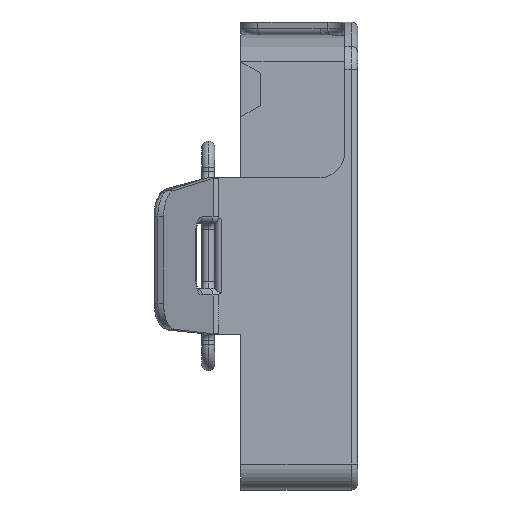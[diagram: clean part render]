
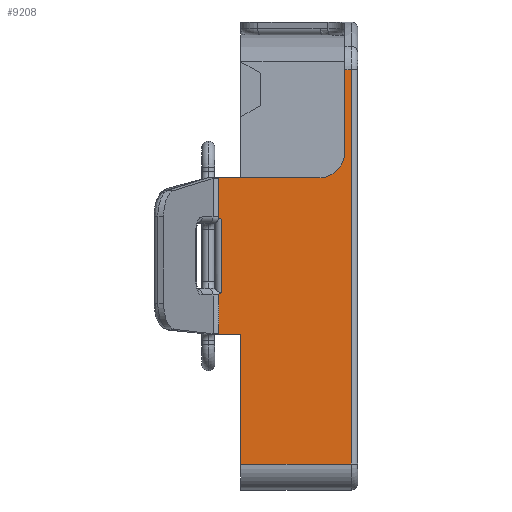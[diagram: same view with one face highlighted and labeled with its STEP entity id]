
A CAD part, left-side view. The second image highlights one B-rep face of the part: STEP entity #9208.
In plain terms, the highlighted planar face has unit normal (-1, 0, 0).
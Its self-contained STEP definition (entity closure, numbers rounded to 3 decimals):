
#210 = CIRCLE ( 'NONE', #6223, 2. ) ;
#290 = AXIS2_PLACEMENT_3D ( 'NONE', #4390, #8357, #10358 ) ;
#387 = DIRECTION ( 'NONE',  ( 1., 0., 0. ) ) ;
#573 = ORIENTED_EDGE ( 'NONE', *, *, #11290, .F. ) ;
#645 = DIRECTION ( 'NONE',  ( 0., -1., 0. ) ) ;
#729 = LINE ( 'NONE', #8600, #12206 ) ;
#1094 = VECTOR ( 'NONE', #10369, 1000. ) ;
#1192 = DIRECTION ( 'NONE',  ( 0., 1., 0. ) ) ;
#1386 = LINE ( 'NONE', #11320, #8888 ) ;
#1454 = EDGE_CURVE ( 'NONE', #5922, #9753, #729, .T. ) ;
#1471 = ORIENTED_EDGE ( 'NONE', *, *, #2448, .T. ) ;
#1501 = CARTESIAN_POINT ( 'NONE',  ( -10.5, 9.687, -3. ) ) ;
#1567 = DIRECTION ( 'NONE',  ( 0., 0., 1. ) ) ;
#1712 = CARTESIAN_POINT ( 'NONE',  ( -10.5, 9.5, -2.819 ) ) ;
#1855 = VERTEX_POINT ( 'NONE', #2823 ) ;
#1910 = CARTESIAN_POINT ( 'NONE',  ( -10.5, 10., -16. ) ) ;
#1915 = EDGE_CURVE ( 'NONE', #5922, #2052, #210, .T. ) ;
#1942 = CARTESIAN_POINT ( 'NONE',  ( -10.5, 9.563, 2.876 ) ) ;
#2052 = VERTEX_POINT ( 'NONE', #11913 ) ;
#2123 = VECTOR ( 'NONE', #11132, 1000. ) ;
#2448 = EDGE_CURVE ( 'NONE', #5974, #12521, #10802, .T. ) ;
#2736 = VERTEX_POINT ( 'NONE', #1501 ) ;
#2823 = CARTESIAN_POINT ( 'NONE',  ( -10.5, 9.687, -6. ) ) ;
#2920 = LINE ( 'NONE', #12013, #12347 ) ;
#3178 = ORIENTED_EDGE ( 'NONE', *, *, #1915, .T. ) ;
#3498 = VECTOR ( 'NONE', #12800, 1000. ) ;
#3574 = EDGE_CURVE ( 'NONE', #4147, #5441, #2920, .T. ) ;
#3642 = CARTESIAN_POINT ( 'NONE',  ( -10.5, 0., 8. ) ) ;
#3973 = VERTEX_POINT ( 'NONE', #8710 ) ;
#4023 = VECTOR ( 'NONE', #12076, 1000. ) ;
#4147 = VERTEX_POINT ( 'NONE', #9332 ) ;
#4233 = VERTEX_POINT ( 'NONE', #10493 ) ;
#4379 = VECTOR ( 'NONE', #8100, 1000. ) ;
#4390 = CARTESIAN_POINT ( 'NONE',  ( -10.5, 10., 0. ) ) ;
#4409 = LINE ( 'NONE', #9543, #12044 ) ;
#4818 = CARTESIAN_POINT ( 'NONE',  ( -10.5, -0.5, 0. ) ) ;
#4958 = EDGE_CURVE ( 'NONE', #2736, #1855, #9323, .T. ) ;
#5012 = LINE ( 'NONE', #10074, #4023 ) ;
#5077 = ORIENTED_EDGE ( 'NONE', *, *, #8147, .T. ) ;
#5441 = VERTEX_POINT ( 'NONE', #1712 ) ;
#5477 = ORIENTED_EDGE ( 'NONE', *, *, #12036, .T. ) ;
#5549 = CARTESIAN_POINT ( 'NONE',  ( -10.5, 0., 14.344 ) ) ;
#5556 = CARTESIAN_POINT ( 'NONE',  ( -10.5, -0.5, 14.344 ) ) ;
#5774 = LINE ( 'NONE', #9004, #4379 ) ;
#5781 = CARTESIAN_POINT ( 'NONE',  ( -10.5, 9.685, 2.998 ) ) ;
#5922 = VERTEX_POINT ( 'NONE', #3642 ) ;
#5974 = VERTEX_POINT ( 'NONE', #6447 ) ;
#6054 = EDGE_CURVE ( 'NONE', #5441, #2736, #11018, .T. ) ;
#6160 = ORIENTED_EDGE ( 'NONE', *, *, #7897, .T. ) ;
#6223 = AXIS2_PLACEMENT_3D ( 'NONE', #11291, #387, #12261 ) ;
#6315 = EDGE_CURVE ( 'NONE', #4233, #2052, #4409, .T. ) ;
#6422 = LINE ( 'NONE', #8503, #1094 ) ;
#6427 = ORIENTED_EDGE ( 'NONE', *, *, #4958, .T. ) ;
#6447 = CARTESIAN_POINT ( 'NONE',  ( -10.5, 8., -16. ) ) ;
#6477 = FACE_OUTER_BOUND ( 'NONE', #9230, .T. ) ;
#6555 = ORIENTED_EDGE ( 'NONE', *, *, #6315, .F. ) ;
#6611 = EDGE_CURVE ( 'NONE', #5974, #3973, #5774, .T. ) ;
#6636 = CARTESIAN_POINT ( 'NONE',  ( -10.5, 9.686, 2.999 ) ) ;
#6792 = DIRECTION ( 'NONE',  ( 0., -1., 0. ) ) ;
#6895 = CARTESIAN_POINT ( 'NONE',  ( -10.5, 9.563, -2.876 ) ) ;
#7024 = DIRECTION ( 'NONE',  ( 0., 0., -1. ) ) ;
#7449 = CARTESIAN_POINT ( 'NONE',  ( -10.5, 9.687, -6. ) ) ;
#7464 = ORIENTED_EDGE ( 'NONE', *, *, #3574, .T. ) ;
#7609 = CARTESIAN_POINT ( 'NONE',  ( -10.5, 9.687, 3. ) ) ;
#7813 = CARTESIAN_POINT ( 'NONE',  ( -10.5, 9.5, -2.819 ) ) ;
#7897 = EDGE_CURVE ( 'NONE', #4233, #8789, #5012, .T. ) ;
#8030 = ORIENTED_EDGE ( 'NONE', *, *, #8420, .T. ) ;
#8100 = DIRECTION ( 'NONE',  ( 0., 0., 1. ) ) ;
#8147 = EDGE_CURVE ( 'NONE', #8789, #4147, #8363, .T. ) ;
#8357 = DIRECTION ( 'NONE',  ( -1., 0., 0. ) ) ;
#8363 = B_SPLINE_CURVE_WITH_KNOTS ( 'NONE', 3,
 ( #7609, #6636, #5781, #10834, #10587, #1942, #8774 ),
 .UNSPECIFIED., .F., .F.,
 ( 4, 3, 4 ),
 ( 0., 0., 0. ),
 .UNSPECIFIED. ) ;
#8420 = EDGE_CURVE ( 'NONE', #12776, #9753, #6422, .T. ) ;
#8503 = CARTESIAN_POINT ( 'NONE',  ( -10.5, 10., 14.344 ) ) ;
#8600 = CARTESIAN_POINT ( 'NONE',  ( -10.5, 0., 0. ) ) ;
#8710 = CARTESIAN_POINT ( 'NONE',  ( -10.5, 8., -6. ) ) ;
#8719 = CARTESIAN_POINT ( 'NONE',  ( -10.5, 9.684, -2.997 ) ) ;
#8760 = ORIENTED_EDGE ( 'NONE', *, *, #6611, .F. ) ;
#8774 = CARTESIAN_POINT ( 'NONE',  ( -10.5, 9.5, 2.819 ) ) ;
#8785 = LINE ( 'NONE', #4818, #3498 ) ;
#8789 = VERTEX_POINT ( 'NONE', #10919 ) ;
#8888 = VECTOR ( 'NONE', #1192, 1000. ) ;
#9004 = CARTESIAN_POINT ( 'NONE',  ( -10.5, 8., 0. ) ) ;
#9010 = CARTESIAN_POINT ( 'NONE',  ( -10.5, -0.5, -16. ) ) ;
#9208 = ADVANCED_FACE ( 'NONE', ( #6477 ), #11392, .T. ) ;
#9230 = EDGE_LOOP ( 'NONE', ( #6160, #5077, #7464, #10978, #6427, #573, #8760, #1471, #5477, #8030, #10375, #3178, #6555 ) ) ;
#9323 = LINE ( 'NONE', #7449, #2123 ) ;
#9332 = CARTESIAN_POINT ( 'NONE',  ( -10.5, 9.5, 2.819 ) ) ;
#9543 = CARTESIAN_POINT ( 'NONE',  ( -10.5, 10., 6. ) ) ;
#9753 = VERTEX_POINT ( 'NONE', #5549 ) ;
#10074 = CARTESIAN_POINT ( 'NONE',  ( -10.5, 9.687, 2.5 ) ) ;
#10358 = DIRECTION ( 'NONE',  ( 0., 0., 1. ) ) ;
#10369 = DIRECTION ( 'NONE',  ( 0., 1., 0. ) ) ;
#10375 = ORIENTED_EDGE ( 'NONE', *, *, #1454, .F. ) ;
#10493 = CARTESIAN_POINT ( 'NONE',  ( -10.5, 9.687, 6. ) ) ;
#10587 = CARTESIAN_POINT ( 'NONE',  ( -10.5, 9.624, 2.937 ) ) ;
#10717 = CARTESIAN_POINT ( 'NONE',  ( -10.5, 9.624, -2.937 ) ) ;
#10802 = LINE ( 'NONE', #1910, #12647 ) ;
#10834 = CARTESIAN_POINT ( 'NONE',  ( -10.5, 9.684, 2.997 ) ) ;
#10919 = CARTESIAN_POINT ( 'NONE',  ( -10.5, 9.687, 3. ) ) ;
#10978 = ORIENTED_EDGE ( 'NONE', *, *, #6054, .T. ) ;
#11018 = B_SPLINE_CURVE_WITH_KNOTS ( 'NONE', 3,
 ( #7813, #6895, #10717, #8719, #11749, #12797, #11942 ),
 .UNSPECIFIED., .F., .F.,
 ( 4, 3, 4 ),
 ( 0., 0., 0. ),
 .UNSPECIFIED. ) ;
#11132 = DIRECTION ( 'NONE',  ( 0., 0., -1. ) ) ;
#11290 = EDGE_CURVE ( 'NONE', #3973, #1855, #1386, .T. ) ;
#11291 = CARTESIAN_POINT ( 'NONE',  ( -10.5, 2., 8. ) ) ;
#11320 = CARTESIAN_POINT ( 'NONE',  ( -10.5, 10., -6. ) ) ;
#11392 = PLANE ( 'NONE',  #290 ) ;
#11749 = CARTESIAN_POINT ( 'NONE',  ( -10.5, 9.685, -2.998 ) ) ;
#11913 = CARTESIAN_POINT ( 'NONE',  ( -10.5, 2., 6. ) ) ;
#11942 = CARTESIAN_POINT ( 'NONE',  ( -10.5, 9.687, -3. ) ) ;
#12013 = CARTESIAN_POINT ( 'NONE',  ( -10.5, 9.5, 0. ) ) ;
#12036 = EDGE_CURVE ( 'NONE', #12521, #12776, #8785, .T. ) ;
#12044 = VECTOR ( 'NONE', #645, 1000. ) ;
#12076 = DIRECTION ( 'NONE',  ( 0., 0., -1. ) ) ;
#12206 = VECTOR ( 'NONE', #1567, 1000. ) ;
#12261 = DIRECTION ( 'NONE',  ( 0., 0., 1. ) ) ;
#12347 = VECTOR ( 'NONE', #7024, 1000. ) ;
#12521 = VERTEX_POINT ( 'NONE', #9010 ) ;
#12647 = VECTOR ( 'NONE', #6792, 1000. ) ;
#12776 = VERTEX_POINT ( 'NONE', #5556 ) ;
#12797 = CARTESIAN_POINT ( 'NONE',  ( -10.5, 9.686, -2.999 ) ) ;
#12800 = DIRECTION ( 'NONE',  ( 0., 0., 1. ) ) ;
